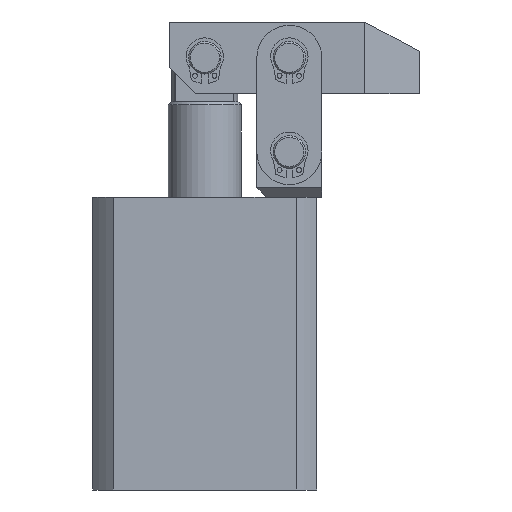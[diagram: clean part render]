
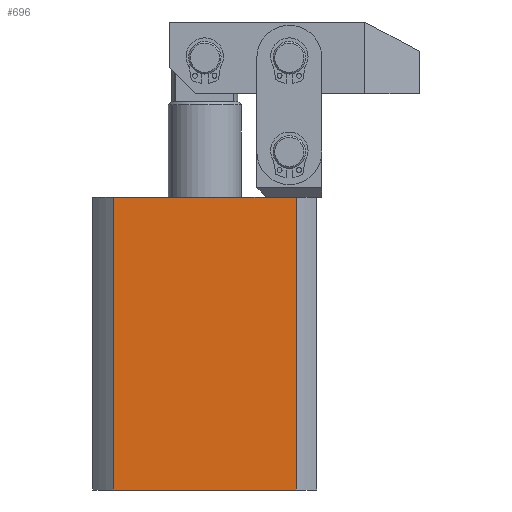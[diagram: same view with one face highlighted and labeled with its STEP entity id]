
A CAD part, front view. The second image highlights one B-rep face of the part: STEP entity #696.
In plain terms, the highlighted planar face has unit normal (0, -1, 0).
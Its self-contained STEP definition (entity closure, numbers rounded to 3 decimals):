
#105 = CARTESIAN_POINT ( 'NONE',  ( 28.107, -34.5, 90. ) ) ;
#164 = CARTESIAN_POINT ( 'NONE',  ( 28.107, -34.5, 0. ) ) ;
#196 = CARTESIAN_POINT ( 'NONE',  ( -28.107, -34.5, 90. ) ) ;
#207 = CARTESIAN_POINT ( 'NONE',  ( -28.107, -34.5, 0. ) ) ;
#696 = ADVANCED_FACE ( 'NONE', ( #2095 ), #2453, .F. ) ;
#745 = ORIENTED_EDGE ( 'NONE', *, *, #2983, .T. ) ;
#785 = ORIENTED_EDGE ( 'NONE', *, *, #2916, .T. ) ;
#842 = ORIENTED_EDGE ( 'NONE', *, *, #2915, .F. ) ;
#2095 = FACE_OUTER_BOUND ( 'NONE', #5360, .T. ) ;
#2359 = DIRECTION ( 'NONE',  ( 0., 0., 1. ) ) ;
#2394 = DIRECTION ( 'NONE',  ( 0., 1., 0. ) ) ;
#2453 = PLANE ( 'NONE',  #3269 ) ;
#2570 = CARTESIAN_POINT ( 'NONE',  ( 0., -34.5, 90. ) ) ;
#2904 = EDGE_CURVE ( 'NONE', #8303, #8211, #5065, .T. ) ;
#2915 = EDGE_CURVE ( 'NONE', #8211, #8271, #5080, .T. ) ;
#2916 = EDGE_CURVE ( 'NONE', #8303, #8314, #5078, .T. ) ;
#2983 = EDGE_CURVE ( 'NONE', #8314, #8271, #4602, .T. ) ;
#3269 = AXIS2_PLACEMENT_3D ( 'NONE', #2570, #2394, #2359 ) ;
#4602 = LINE ( 'NONE', #6404, #4604 ) ;
#4604 = VECTOR ( 'NONE', #6403, 1000. ) ;
#5065 = LINE ( 'NONE', #7752, #5067 ) ;
#5067 = VECTOR ( 'NONE', #7806, 1000. ) ;
#5078 = LINE ( 'NONE', #7864, #5084 ) ;
#5080 = LINE ( 'NONE', #7863, #5082 ) ;
#5082 = VECTOR ( 'NONE', #7859, 1000. ) ;
#5084 = VECTOR ( 'NONE', #7869, 1000. ) ;
#5360 = EDGE_LOOP ( 'NONE', ( #745, #842, #5586, #785 ) ) ;
#5586 = ORIENTED_EDGE ( 'NONE', *, *, #2904, .F. ) ;
#6403 = DIRECTION ( 'NONE',  ( 1., 0., 0. ) ) ;
#6404 = CARTESIAN_POINT ( 'NONE',  ( 0., -34.5, 0. ) ) ;
#7752 = CARTESIAN_POINT ( 'NONE',  ( 0., -34.5, 90. ) ) ;
#7806 = DIRECTION ( 'NONE',  ( 1., 0., 0. ) ) ;
#7859 = DIRECTION ( 'NONE',  ( 0., 0., -1. ) ) ;
#7863 = CARTESIAN_POINT ( 'NONE',  ( 28.107, -34.5, 90. ) ) ;
#7864 = CARTESIAN_POINT ( 'NONE',  ( -28.107, -34.5, 90. ) ) ;
#7869 = DIRECTION ( 'NONE',  ( 0., 0., -1. ) ) ;
#8211 = VERTEX_POINT ( 'NONE', #105 ) ;
#8271 = VERTEX_POINT ( 'NONE', #164 ) ;
#8303 = VERTEX_POINT ( 'NONE', #196 ) ;
#8314 = VERTEX_POINT ( 'NONE', #207 ) ;
